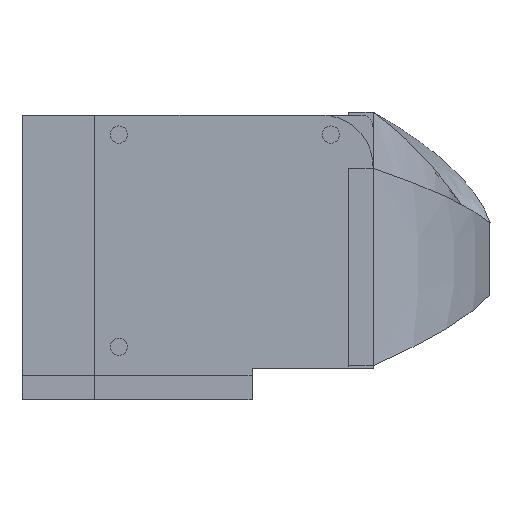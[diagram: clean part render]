
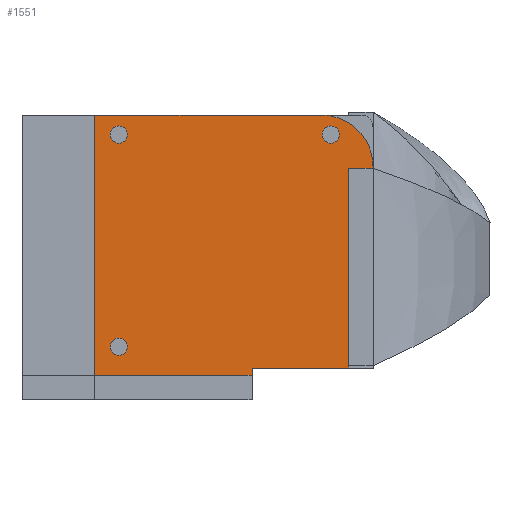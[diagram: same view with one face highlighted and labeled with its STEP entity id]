
A CAD part, left-side view. The second image highlights one B-rep face of the part: STEP entity #1551.
In plain terms, the highlighted planar face has unit normal (-1, 0, 0).
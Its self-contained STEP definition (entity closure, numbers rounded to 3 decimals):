
#46=FACE_BOUND('',#213,.T.);
#47=FACE_BOUND('',#214,.T.);
#48=FACE_BOUND('',#215,.T.);
#61=CIRCLE('',#1660,8.5);
#62=CIRCLE('',#1661,1.425);
#63=CIRCLE('',#1662,1.425);
#64=CIRCLE('',#1663,1.425);
#120=FACE_OUTER_BOUND('',#212,.T.);
#212=EDGE_LOOP('',(#1062,#1063,#1064,#1065,#1066,#1067,#1068,#1069,#1070,
#1071));
#213=EDGE_LOOP('',(#1072));
#214=EDGE_LOOP('',(#1073));
#215=EDGE_LOOP('',(#1074));
#311=LINE('',#2187,#487);
#327=LINE('',#2224,#503);
#329=LINE('',#2228,#505);
#330=LINE('',#2230,#506);
#331=LINE('',#2232,#507);
#332=LINE('',#2234,#508);
#333=LINE('',#2236,#509);
#334=LINE('',#2238,#510);
#335=LINE('',#2241,#511);
#487=VECTOR('',#1774,10.);
#503=VECTOR('',#1808,10.);
#505=VECTOR('',#1812,10.);
#506=VECTOR('',#1813,10.);
#507=VECTOR('',#1814,10.);
#508=VECTOR('',#1815,10.);
#509=VECTOR('',#1816,10.);
#510=VECTOR('',#1817,10.);
#511=VECTOR('',#1820,10.);
#661=VERTEX_POINT('',#2181);
#663=VERTEX_POINT('',#2185);
#675=VERTEX_POINT('',#2223);
#676=VERTEX_POINT('',#2227);
#677=VERTEX_POINT('',#2229);
#678=VERTEX_POINT('',#2231);
#679=VERTEX_POINT('',#2233);
#680=VERTEX_POINT('',#2235);
#681=VERTEX_POINT('',#2237);
#682=VERTEX_POINT('',#2239);
#683=VERTEX_POINT('',#2242);
#684=VERTEX_POINT('',#2244);
#685=VERTEX_POINT('',#2246);
#806=EDGE_CURVE('',#661,#663,#311,.T.);
#824=EDGE_CURVE('',#661,#675,#327,.T.);
#826=EDGE_CURVE('',#663,#676,#329,.T.);
#827=EDGE_CURVE('',#677,#676,#330,.T.);
#828=EDGE_CURVE('',#678,#677,#331,.T.);
#829=EDGE_CURVE('',#679,#678,#332,.T.);
#830=EDGE_CURVE('',#680,#679,#333,.T.);
#831=EDGE_CURVE('',#681,#680,#334,.T.);
#832=EDGE_CURVE('',#682,#681,#61,.T.);
#833=EDGE_CURVE('',#675,#682,#335,.T.);
#834=EDGE_CURVE('',#683,#683,#62,.T.);
#835=EDGE_CURVE('',#684,#684,#63,.T.);
#836=EDGE_CURVE('',#685,#685,#64,.T.);
#1062=ORIENTED_EDGE('',*,*,#806,.T.);
#1063=ORIENTED_EDGE('',*,*,#826,.T.);
#1064=ORIENTED_EDGE('',*,*,#827,.F.);
#1065=ORIENTED_EDGE('',*,*,#828,.F.);
#1066=ORIENTED_EDGE('',*,*,#829,.F.);
#1067=ORIENTED_EDGE('',*,*,#830,.F.);
#1068=ORIENTED_EDGE('',*,*,#831,.F.);
#1069=ORIENTED_EDGE('',*,*,#832,.F.);
#1070=ORIENTED_EDGE('',*,*,#833,.F.);
#1071=ORIENTED_EDGE('',*,*,#824,.F.);
#1072=ORIENTED_EDGE('',*,*,#834,.T.);
#1073=ORIENTED_EDGE('',*,*,#835,.T.);
#1074=ORIENTED_EDGE('',*,*,#836,.T.);
#1488=PLANE('',#1659);
#1551=ADVANCED_FACE('',(#120,#46,#47,#48),#1488,.T.);
#1659=AXIS2_PLACEMENT_3D('',#2226,#1810,#1811);
#1660=AXIS2_PLACEMENT_3D('',#2240,#1818,#1819);
#1661=AXIS2_PLACEMENT_3D('',#2243,#1821,#1822);
#1662=AXIS2_PLACEMENT_3D('',#2245,#1823,#1824);
#1663=AXIS2_PLACEMENT_3D('',#2247,#1825,#1826);
#1774=DIRECTION('',(0.,-1.,0.));
#1808=DIRECTION('',(0.,0.,1.));
#1810=DIRECTION('center_axis',(-1.,0.,0.));
#1811=DIRECTION('ref_axis',(0.,0.,-1.));
#1812=DIRECTION('',(0.,0.,1.));
#1813=DIRECTION('',(0.,1.,0.));
#1814=DIRECTION('',(0.,0.,-1.));
#1815=DIRECTION('',(0.,0.,-1.));
#1816=DIRECTION('',(0.,1.,0.));
#1817=DIRECTION('',(0.,0.,-1.));
#1818=DIRECTION('center_axis',(1.,0.,0.));
#1819=DIRECTION('ref_axis',(0.,-0.707,0.707));
#1820=DIRECTION('',(0.,-1.,0.));
#1821=DIRECTION('center_axis',(1.,0.,0.));
#1822=DIRECTION('ref_axis',(0.,-1.,0.));
#1823=DIRECTION('center_axis',(1.,0.,0.));
#1824=DIRECTION('ref_axis',(0.,-1.,0.));
#1825=DIRECTION('center_axis',(1.,0.,0.));
#1826=DIRECTION('ref_axis',(0.,-1.,0.));
#2181=CARTESIAN_POINT('',(-24.246,0.5,4.));
#2185=CARTESIAN_POINT('',(-24.246,-25.5,4.));
#2187=CARTESIAN_POINT('',(-24.246,-16.,4.));
#2223=CARTESIAN_POINT('',(-24.246,0.5,47.));
#2224=CARTESIAN_POINT('',(-24.246,0.5,0.));
#2226=CARTESIAN_POINT('Origin',(-24.246,-25.5,47.));
#2227=CARTESIAN_POINT('',(-24.246,-25.5,5.172));
#2228=CARTESIAN_POINT('',(-24.246,-25.5,0.));
#2229=CARTESIAN_POINT('',(-24.246,-41.5,5.172));
#2230=CARTESIAN_POINT('',(-24.246,-25.5,5.172));
#2231=CARTESIAN_POINT('',(-24.246,-41.5,5.612));
#2232=CARTESIAN_POINT('',(-24.246,-41.5,7.172));
#2233=CARTESIAN_POINT('',(-24.246,-41.5,38.212));
#2234=CARTESIAN_POINT('',(-24.246,-41.5,34.456));
#2235=CARTESIAN_POINT('',(-24.246,-45.5,38.212));
#2236=CARTESIAN_POINT('',(-24.246,-33.5,38.212));
#2237=CARTESIAN_POINT('',(-24.246,-45.5,38.5));
#2238=CARTESIAN_POINT('',(-24.246,-45.5,47.));
#2239=CARTESIAN_POINT('',(-24.246,-37.,47.));
#2240=CARTESIAN_POINT('Origin',(-24.246,-37.,38.5));
#2241=CARTESIAN_POINT('',(-24.246,-25.5,47.));
#2242=CARTESIAN_POINT('',(-24.246,-2.077,8.753));
#2243=CARTESIAN_POINT('Origin',(-24.246,-3.502,8.753));
#2244=CARTESIAN_POINT('',(-24.246,-2.075,43.8));
#2245=CARTESIAN_POINT('Origin',(-24.246,-3.5,43.8));
#2246=CARTESIAN_POINT('',(-24.246,-37.075,43.8));
#2247=CARTESIAN_POINT('Origin',(-24.246,-38.5,43.8));
